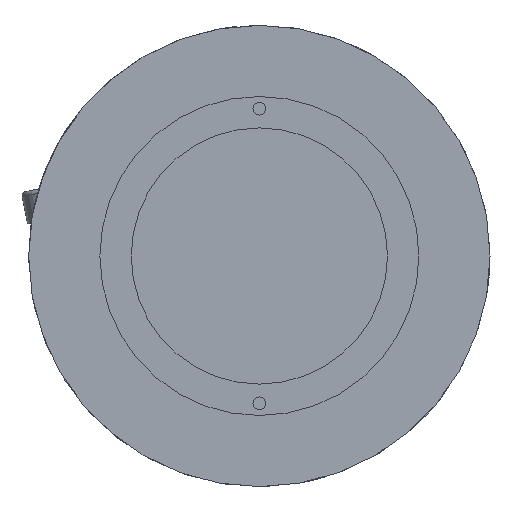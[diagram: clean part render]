
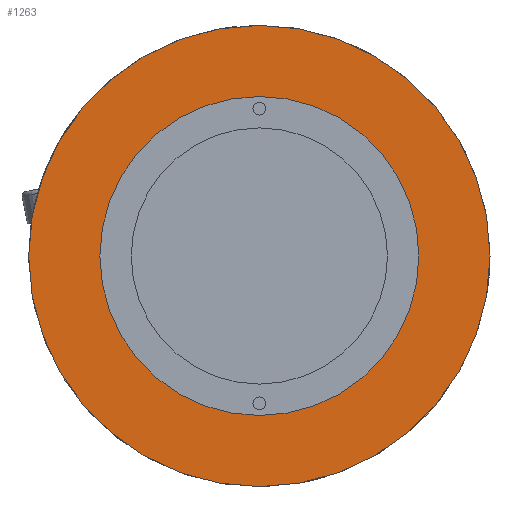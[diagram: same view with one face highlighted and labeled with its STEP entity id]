
A CAD part, left-side view. The second image highlights one B-rep face of the part: STEP entity #1263.
In plain terms, the highlighted planar face has unit normal (-1, 0, 0).
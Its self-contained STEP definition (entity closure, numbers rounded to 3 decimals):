
#118 = EDGE_CURVE ( 'NONE', #1109, #188, #936, .T. ) ;
#188 = VERTEX_POINT ( 'NONE', #1959 ) ;
#216 = EDGE_CURVE ( 'NONE', #188, #1109, #2546, .T. ) ;
#233 = EDGE_CURVE ( 'NONE', #2272, #2683, #1228, .T. ) ;
#394 = DIRECTION ( 'NONE',  ( -1., 0., 0. ) ) ;
#487 = CIRCLE ( 'NONE', #2051, 12.45 ) ;
#508 = CARTESIAN_POINT ( 'NONE',  ( 0., 0., 18. ) ) ;
#618 = AXIS2_PLACEMENT_3D ( 'NONE', #2879, #2647, #1153 ) ;
#774 = ORIENTED_EDGE ( 'NONE', *, *, #216, .T. ) ;
#936 = CIRCLE ( 'NONE', #2940, 18. ) ;
#960 = ORIENTED_EDGE ( 'NONE', *, *, #233, .F. ) ;
#1000 = ORIENTED_EDGE ( 'NONE', *, *, #118, .T. ) ;
#1109 = VERTEX_POINT ( 'NONE', #508 ) ;
#1153 = DIRECTION ( 'NONE',  ( 0., 0., -1. ) ) ;
#1214 = DIRECTION ( 'NONE',  ( 0., 0., 1. ) ) ;
#1228 = CIRCLE ( 'NONE', #2624, 12.45 ) ;
#1233 = CARTESIAN_POINT ( 'NONE',  ( 0., 0., 12.45 ) ) ;
#1263 = ADVANCED_FACE ( 'NONE', ( #1455, #1605 ), #3122, .F. ) ;
#1443 = DIRECTION ( 'NONE',  ( -1., 0., 0. ) ) ;
#1455 = FACE_BOUND ( 'NONE', #2284, .T. ) ;
#1520 = CARTESIAN_POINT ( 'NONE',  ( 0., 0., 0. ) ) ;
#1605 = FACE_OUTER_BOUND ( 'NONE', #2057, .T. ) ;
#1803 = ORIENTED_EDGE ( 'NONE', *, *, #2900, .F. ) ;
#1925 = CARTESIAN_POINT ( 'NONE',  ( 0., 0., 0. ) ) ;
#1959 = CARTESIAN_POINT ( 'NONE',  ( 0., 0., -18. ) ) ;
#2051 = AXIS2_PLACEMENT_3D ( 'NONE', #1925, #394, #2168 ) ;
#2057 = EDGE_LOOP ( 'NONE', ( #1000, #774 ) ) ;
#2077 = DIRECTION ( 'NONE',  ( 0., 0., 1. ) ) ;
#2168 = DIRECTION ( 'NONE',  ( 0., 0., 1. ) ) ;
#2196 = DIRECTION ( 'NONE',  ( 0., 0., 1. ) ) ;
#2225 = DIRECTION ( 'NONE',  ( -1., 0., 0. ) ) ;
#2272 = VERTEX_POINT ( 'NONE', #1233 ) ;
#2284 = EDGE_LOOP ( 'NONE', ( #960, #1803 ) ) ;
#2293 = CARTESIAN_POINT ( 'NONE',  ( 0., 0., 0. ) ) ;
#2331 = DIRECTION ( 'NONE',  ( -1., 0., 0. ) ) ;
#2357 = CARTESIAN_POINT ( 'NONE',  ( 0., 0., 0. ) ) ;
#2495 = CARTESIAN_POINT ( 'NONE',  ( 0., 0., -12.45 ) ) ;
#2546 = CIRCLE ( 'NONE', #2760, 18. ) ;
#2624 = AXIS2_PLACEMENT_3D ( 'NONE', #1520, #1443, #1214 ) ;
#2647 = DIRECTION ( 'NONE',  ( 1., 0., 0. ) ) ;
#2683 = VERTEX_POINT ( 'NONE', #2495 ) ;
#2760 = AXIS2_PLACEMENT_3D ( 'NONE', #2293, #2225, #2196 ) ;
#2879 = CARTESIAN_POINT ( 'NONE',  ( 0., 18., 0. ) ) ;
#2900 = EDGE_CURVE ( 'NONE', #2683, #2272, #487, .T. ) ;
#2940 = AXIS2_PLACEMENT_3D ( 'NONE', #2357, #2331, #2077 ) ;
#3122 = PLANE ( 'NONE',  #618 ) ;
